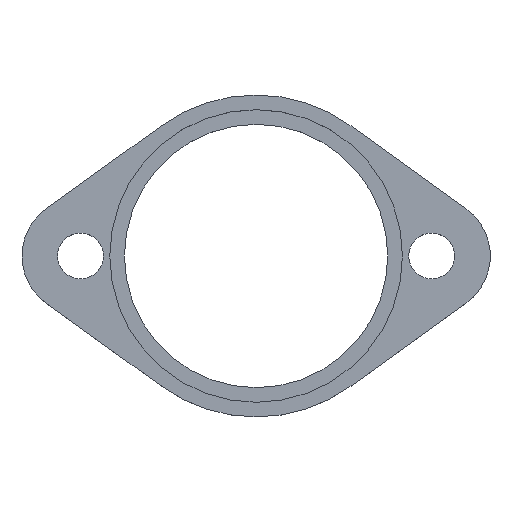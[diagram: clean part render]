
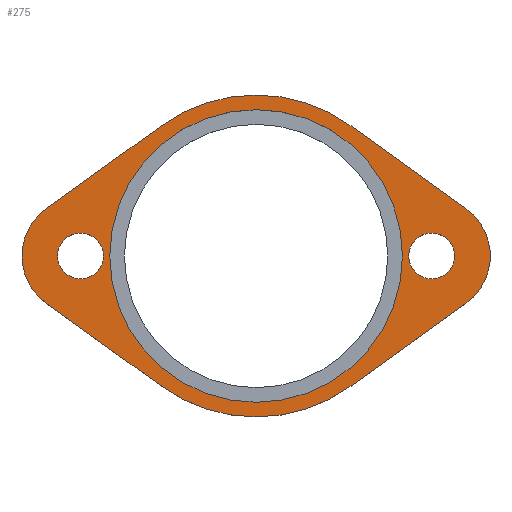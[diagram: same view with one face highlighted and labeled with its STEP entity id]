
A CAD part, top view. The second image highlights one B-rep face of the part: STEP entity #275.
In plain terms, the highlighted planar face has unit normal (0, 0, 1).
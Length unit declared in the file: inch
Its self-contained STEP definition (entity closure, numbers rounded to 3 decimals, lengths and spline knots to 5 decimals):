
#8 = CARTESIAN_POINT ( 'NONE',  ( 0.40104, 0.55841, 0.05906 ) ) ;
#12 = EDGE_CURVE ( 'NONE', #528, #557, #363, .T. ) ;
#14 = AXIS2_PLACEMENT_3D ( 'NONE', #560, #457, #468 ) ;
#16 = EDGE_LOOP ( 'NONE', ( #493, #234 ) ) ;
#30 = VERTEX_POINT ( 'NONE', #520 ) ;
#33 = ORIENTED_EDGE ( 'NONE', *, *, #649, .T. ) ;
#35 = VERTEX_POINT ( 'NONE', #54 ) ;
#45 = FACE_BOUND ( 'NONE', #306, .T. ) ;
#54 = CARTESIAN_POINT ( 'NONE',  ( -0.40104, -0.55841, 0.05906 ) ) ;
#55 = CIRCLE ( 'NONE', #630, 0.098 ) ;
#62 = DIRECTION ( 'NONE',  ( 1., 0., 0. ) ) ;
#63 = AXIS2_PLACEMENT_3D ( 'NONE', #369, #217, #267 ) ;
#66 = VERTEX_POINT ( 'NONE', #518 ) ;
#84 = ORIENTED_EDGE ( 'NONE', *, *, #638, .F. ) ;
#88 = CARTESIAN_POINT ( 'NONE',  ( 0.848, 0., 0.05906 ) ) ;
#97 = CIRCLE ( 'NONE', #202, 0.25 ) ;
#115 = CARTESIAN_POINT ( 'NONE',  ( -0.89583, 0.20306, 0.05906 ) ) ;
#122 = CARTESIAN_POINT ( 'NONE',  ( 0.89583, -0.20306, 0.05906 ) ) ;
#134 = VERTEX_POINT ( 'NONE', #635 ) ;
#136 = CARTESIAN_POINT ( 'NONE',  ( -0.40104, -0.55841, 0.05906 ) ) ;
#137 = DIRECTION ( 'NONE',  ( 1., 0., 0. ) ) ;
#139 = EDGE_CURVE ( 'NONE', #134, #466, #172, .T. ) ;
#147 = DIRECTION ( 'NONE',  ( -0.812, 0.583, 0. ) ) ;
#153 = CIRCLE ( 'NONE', #523, 0.25 ) ;
#156 = PLANE ( 'NONE',  #14 ) ;
#162 = VERTEX_POINT ( 'NONE', #401 ) ;
#172 = LINE ( 'NONE', #115, #177 ) ;
#176 = VERTEX_POINT ( 'NONE', #251 ) ;
#177 = VECTOR ( 'NONE', #583, 39.37008 ) ;
#180 = CARTESIAN_POINT ( 'NONE',  ( 0.75, 0., 0.05906 ) ) ;
#188 = EDGE_CURVE ( 'NONE', #661, #134, #548, .T. ) ;
#189 = ORIENTED_EDGE ( 'NONE', *, *, #139, .T. ) ;
#199 = CARTESIAN_POINT ( 'NONE',  ( -0.75, 0., 0.05906 ) ) ;
#202 = AXIS2_PLACEMENT_3D ( 'NONE', #199, #371, #319 ) ;
#205 = CARTESIAN_POINT ( 'NONE',  ( 0.40104, -0.55841, 0.05906 ) ) ;
#206 = CARTESIAN_POINT ( 'NONE',  ( 0., 0., 0.05906 ) ) ;
#213 = LINE ( 'NONE', #411, #312 ) ;
#215 = CIRCLE ( 'NONE', #224, 0.6875 ) ;
#217 = DIRECTION ( 'NONE',  ( 0., 0., 1. ) ) ;
#224 = AXIS2_PLACEMENT_3D ( 'NONE', #414, #624, #503 ) ;
#234 = ORIENTED_EDGE ( 'NONE', *, *, #351, .F. ) ;
#236 = DIRECTION ( 'NONE',  ( 0.812, -0.583, 0. ) ) ;
#247 = AXIS2_PLACEMENT_3D ( 'NONE', #450, #496, #446 ) ;
#249 = VERTEX_POINT ( 'NONE', #268 ) ;
#251 = CARTESIAN_POINT ( 'NONE',  ( 0.89583, 0.20306, 0.05906 ) ) ;
#254 = CARTESIAN_POINT ( 'NONE',  ( 0.89583, 0.20306, 0.05906 ) ) ;
#259 = ORIENTED_EDGE ( 'NONE', *, *, #610, .F. ) ;
#262 = ORIENTED_EDGE ( 'NONE', *, *, #545, .T. ) ;
#267 = DIRECTION ( 'NONE',  ( 1., 0., 0. ) ) ;
#268 = CARTESIAN_POINT ( 'NONE',  ( 0.625, 0., 0.05906 ) ) ;
#275 = ADVANCED_FACE ( 'NONE', ( #679, #372, #566, #45 ), #156, .T. ) ;
#279 = CIRCLE ( 'NONE', #504, 0.25 ) ;
#284 = LINE ( 'NONE', #136, #340 ) ;
#294 = CARTESIAN_POINT ( 'NONE',  ( 0., 0., 0.05906 ) ) ;
#296 = ORIENTED_EDGE ( 'NONE', *, *, #12, .F. ) ;
#298 = CIRCLE ( 'NONE', #669, 0.625 ) ;
#306 = EDGE_LOOP ( 'NONE', ( #84, #259 ) ) ;
#312 = VECTOR ( 'NONE', #621, 39.37008 ) ;
#313 = ORIENTED_EDGE ( 'NONE', *, *, #676, .T. ) ;
#317 = EDGE_CURVE ( 'NONE', #35, #463, #215, .T. ) ;
#319 = DIRECTION ( 'NONE',  ( 1., 0., 0. ) ) ;
#328 = AXIS2_PLACEMENT_3D ( 'NONE', #672, #592, #665 ) ;
#329 = ORIENTED_EDGE ( 'NONE', *, *, #513, .T. ) ;
#334 = CARTESIAN_POINT ( 'NONE',  ( 0.75, 0., 0.05906 ) ) ;
#340 = VECTOR ( 'NONE', #236, 39.37008 ) ;
#342 = EDGE_CURVE ( 'NONE', #249, #30, #502, .T. ) ;
#346 = DIRECTION ( 'NONE',  ( 0., 0., 1. ) ) ;
#348 = ORIENTED_EDGE ( 'NONE', *, *, #587, .T. ) ;
#351 = EDGE_CURVE ( 'NONE', #30, #249, #298, .T. ) ;
#360 = CARTESIAN_POINT ( 'NONE',  ( -1., 0., 0.05906 ) ) ;
#363 = CIRCLE ( 'NONE', #63, 0.098 ) ;
#369 = CARTESIAN_POINT ( 'NONE',  ( 0.75, 0., 0.05906 ) ) ;
#370 = LINE ( 'NONE', #254, #454 ) ;
#371 = DIRECTION ( 'NONE',  ( 0., 0., 1. ) ) ;
#372 = FACE_BOUND ( 'NONE', #612, .T. ) ;
#375 = AXIS2_PLACEMENT_3D ( 'NONE', #294, #346, #591 ) ;
#391 = DIRECTION ( 'NONE',  ( 1., 0., 0. ) ) ;
#397 = CARTESIAN_POINT ( 'NONE',  ( -0.89583, -0.20306, 0.05906 ) ) ;
#401 = CARTESIAN_POINT ( 'NONE',  ( -0.848, 0., 0.05906 ) ) ;
#404 = CARTESIAN_POINT ( 'NONE',  ( -0.89583, 0.20306, 0.05906 ) ) ;
#405 = CARTESIAN_POINT ( 'NONE',  ( 0., 0., 0.05906 ) ) ;
#411 = CARTESIAN_POINT ( 'NONE',  ( 0.89583, -0.20306, 0.05906 ) ) ;
#412 = EDGE_CURVE ( 'NONE', #557, #528, #55, .T. ) ;
#414 = CARTESIAN_POINT ( 'NONE',  ( 0., 0., 0.05906 ) ) ;
#418 = DIRECTION ( 'NONE',  ( 0., 0., 1. ) ) ;
#425 = AXIS2_PLACEMENT_3D ( 'NONE', #206, #418, #62 ) ;
#433 = EDGE_LOOP ( 'NONE', ( #348, #447, #646, #189, #313, #262, #33, #440, #329 ) ) ;
#440 = ORIENTED_EDGE ( 'NONE', *, *, #317, .T. ) ;
#443 = DIRECTION ( 'NONE',  ( 0., 0., 1. ) ) ;
#446 = DIRECTION ( 'NONE',  ( 1., 0., 0. ) ) ;
#447 = ORIENTED_EDGE ( 'NONE', *, *, #484, .T. ) ;
#450 = CARTESIAN_POINT ( 'NONE',  ( -0.75, 0., 0.05906 ) ) ;
#454 = VECTOR ( 'NONE', #147, 39.37008 ) ;
#457 = DIRECTION ( 'NONE',  ( 0., 0., 1. ) ) ;
#463 = VERTEX_POINT ( 'NONE', #205 ) ;
#466 = VERTEX_POINT ( 'NONE', #404 ) ;
#468 = DIRECTION ( 'NONE',  ( 1., 0., 0. ) ) ;
#484 = EDGE_CURVE ( 'NONE', #176, #661, #370, .T. ) ;
#493 = ORIENTED_EDGE ( 'NONE', *, *, #342, .F. ) ;
#496 = DIRECTION ( 'NONE',  ( 0., 0., 1. ) ) ;
#497 = VERTEX_POINT ( 'NONE', #360 ) ;
#502 = CIRCLE ( 'NONE', #425, 0.625 ) ;
#503 = DIRECTION ( 'NONE',  ( 1., 0., 0. ) ) ;
#504 = AXIS2_PLACEMENT_3D ( 'NONE', #599, #443, #137 ) ;
#513 = EDGE_CURVE ( 'NONE', #463, #586, #213, .T. ) ;
#518 = CARTESIAN_POINT ( 'NONE',  ( -0.652, 0., 0.05906 ) ) ;
#520 = CARTESIAN_POINT ( 'NONE',  ( -0.625, 0., 0.05906 ) ) ;
#523 = AXIS2_PLACEMENT_3D ( 'NONE', #180, #650, #391 ) ;
#524 = CIRCLE ( 'NONE', #247, 0.098 ) ;
#528 = VERTEX_POINT ( 'NONE', #88 ) ;
#529 = DIRECTION ( 'NONE',  ( 0., 0., 1. ) ) ;
#538 = CARTESIAN_POINT ( 'NONE',  ( 0.652, 0., 0.05906 ) ) ;
#545 = EDGE_CURVE ( 'NONE', #497, #673, #97, .T. ) ;
#548 = CIRCLE ( 'NONE', #375, 0.6875 ) ;
#557 = VERTEX_POINT ( 'NONE', #538 ) ;
#560 = CARTESIAN_POINT ( 'NONE',  ( 0.75, 0., 0.05906 ) ) ;
#564 = DIRECTION ( 'NONE',  ( 1., 0., 0. ) ) ;
#566 = FACE_OUTER_BOUND ( 'NONE', #433, .T. ) ;
#583 = DIRECTION ( 'NONE',  ( -0.812, -0.583, 0. ) ) ;
#586 = VERTEX_POINT ( 'NONE', #122 ) ;
#587 = EDGE_CURVE ( 'NONE', #586, #176, #153, .T. ) ;
#591 = DIRECTION ( 'NONE',  ( 1., 0., 0. ) ) ;
#592 = DIRECTION ( 'NONE',  ( 0., 0., 1. ) ) ;
#599 = CARTESIAN_POINT ( 'NONE',  ( -0.75, 0., 0.05906 ) ) ;
#610 = EDGE_CURVE ( 'NONE', #66, #162, #623, .T. ) ;
#612 = EDGE_LOOP ( 'NONE', ( #627, #296 ) ) ;
#614 = DIRECTION ( 'NONE',  ( 0., 0., 1. ) ) ;
#621 = DIRECTION ( 'NONE',  ( 0.812, 0.583, 0. ) ) ;
#623 = CIRCLE ( 'NONE', #328, 0.098 ) ;
#624 = DIRECTION ( 'NONE',  ( 0., 0., 1. ) ) ;
#627 = ORIENTED_EDGE ( 'NONE', *, *, #412, .F. ) ;
#630 = AXIS2_PLACEMENT_3D ( 'NONE', #334, #529, #688 ) ;
#635 = CARTESIAN_POINT ( 'NONE',  ( -0.40104, 0.55841, 0.05906 ) ) ;
#638 = EDGE_CURVE ( 'NONE', #162, #66, #524, .T. ) ;
#646 = ORIENTED_EDGE ( 'NONE', *, *, #188, .T. ) ;
#649 = EDGE_CURVE ( 'NONE', #673, #35, #284, .T. ) ;
#650 = DIRECTION ( 'NONE',  ( 0., 0., 1. ) ) ;
#661 = VERTEX_POINT ( 'NONE', #8 ) ;
#665 = DIRECTION ( 'NONE',  ( 1., 0., 0. ) ) ;
#669 = AXIS2_PLACEMENT_3D ( 'NONE', #405, #614, #564 ) ;
#672 = CARTESIAN_POINT ( 'NONE',  ( -0.75, 0., 0.05906 ) ) ;
#673 = VERTEX_POINT ( 'NONE', #397 ) ;
#676 = EDGE_CURVE ( 'NONE', #466, #497, #279, .T. ) ;
#679 = FACE_BOUND ( 'NONE', #16, .T. ) ;
#688 = DIRECTION ( 'NONE',  ( 1., 0., 0. ) ) ;
